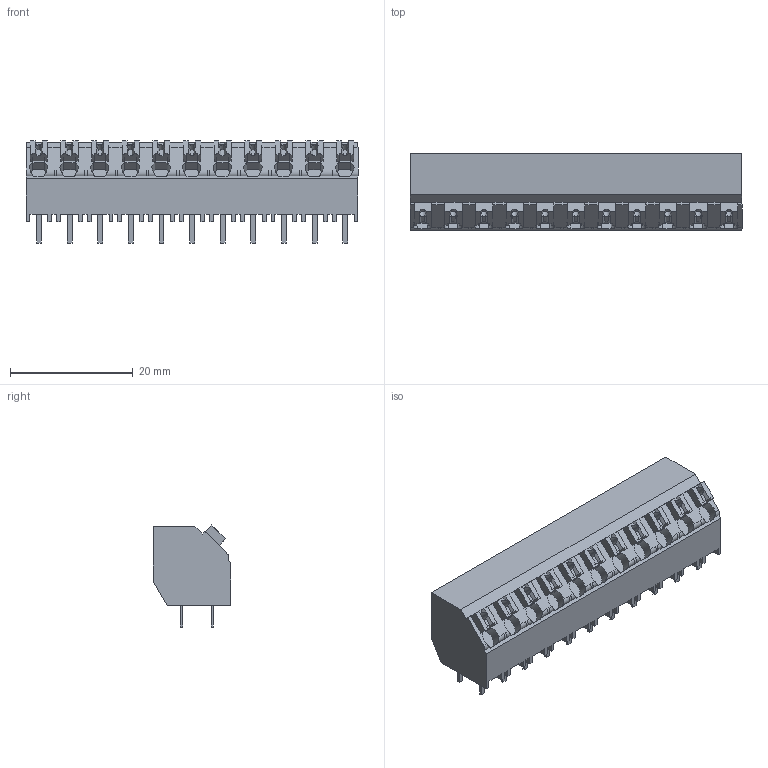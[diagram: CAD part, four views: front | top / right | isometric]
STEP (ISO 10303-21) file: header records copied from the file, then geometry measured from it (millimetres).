
FILE_DESCRIPTION(('CATIA V5 STEP Exchange','CAx-IF Rec.Pracs.--- Model Styling and Organization---1.2---2011-12-15'),'2;1');
FILE_NAME ('D1458387_0_1884450000_1884450000.stp','2018-03-20T12:41:35+00:00',('none'),('Weidmueller'),'CATIA Version 5-6 Release 2014','CATIA V5 STEP AP214','none');
FILE_SCHEMA(('AUTOMOTIVE_DESIGN { 1 0 10303 214 1 1 1 1 }'));
Length unit declared in the file: millimetre
Products named in the file (1): 1884450000
Bounding box: 54.2 x 12.7 x 16.66 mm (x, y, z)
Volume: 6250.2 mm3; surface area: 6023.5 mm2
Topology: 34 solids, 34 shells, 811 faces, 2299 edges, 1566 vertices
Faces by surface type: plane 736, cylinder 75
Entity records: 23907 total; most frequent: CARTESIAN_POINT 4644, ORIENTED_EDGE 4598, DIRECTION 2931, EDGE_CURVE 2299, VECTOR 2058, LINE 2058, VERTEX_POINT 1566, EDGE_LOOP 843
